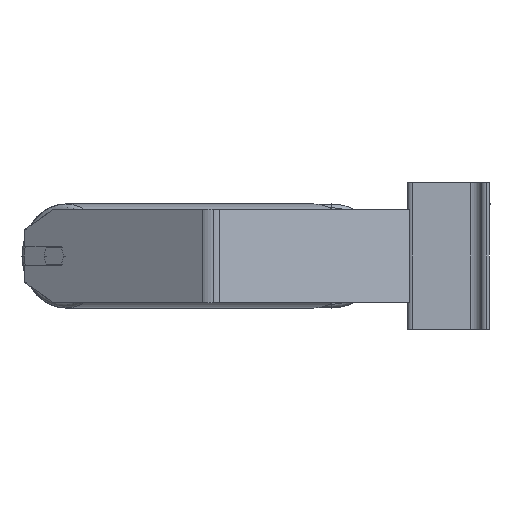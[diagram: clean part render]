
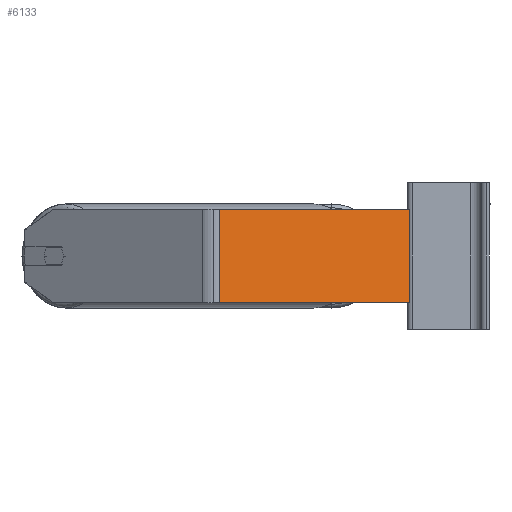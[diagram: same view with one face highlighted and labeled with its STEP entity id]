
A CAD part, left-side view. The second image highlights one B-rep face of the part: STEP entity #6133.
In plain terms, the highlighted planar face has unit normal (-0.94, -0.342, 0).
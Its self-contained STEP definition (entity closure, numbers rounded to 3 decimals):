
#28 = ORIENTED_EDGE ( 'NONE', *, *, #2753, .T. ) ;
#62 = AXIS2_PLACEMENT_3D ( 'NONE', #6545, #3294, #1453 ) ;
#721 = CARTESIAN_POINT ( 'NONE',  ( -646.682, 178.502, 40. ) ) ;
#950 = LINE ( 'NONE', #1722, #7003 ) ;
#1453 = DIRECTION ( 'NONE',  ( -0.342, 0.94, 0. ) ) ;
#1722 = CARTESIAN_POINT ( 'NONE',  ( -649.531, 186.328, -40. ) ) ;
#2240 = CARTESIAN_POINT ( 'NONE',  ( -649.531, 186.328, 40. ) ) ;
#2363 = VERTEX_POINT ( 'NONE', #5507 ) ;
#2531 = ORIENTED_EDGE ( 'NONE', *, *, #9095, .F. ) ;
#2664 = VECTOR ( 'NONE', #7342, 1000. ) ;
#2753 = EDGE_CURVE ( 'NONE', #4922, #4708, #6580, .T. ) ;
#2835 = EDGE_CURVE ( 'NONE', #4708, #5523, #950, .T. ) ;
#3268 = DIRECTION ( 'NONE',  ( 0., 0., -1. ) ) ;
#3294 = DIRECTION ( 'NONE',  ( 0.94, 0.342, 0. ) ) ;
#3404 = CARTESIAN_POINT ( 'NONE',  ( -646.682, 178.502, -40. ) ) ;
#3511 = DIRECTION ( 'NONE',  ( 0.342, -0.94, 0. ) ) ;
#4708 = VERTEX_POINT ( 'NONE', #3404 ) ;
#4922 = VERTEX_POINT ( 'NONE', #721 ) ;
#4933 = EDGE_LOOP ( 'NONE', ( #7696, #2531, #9312, #28 ) ) ;
#5468 = CARTESIAN_POINT ( 'NONE',  ( -587.518, 15.948, 40. ) ) ;
#5507 = CARTESIAN_POINT ( 'NONE',  ( -587.518, 15.948, 40. ) ) ;
#5523 = VERTEX_POINT ( 'NONE', #6143 ) ;
#5773 = PLANE ( 'NONE',  #62 ) ;
#6133 = ADVANCED_FACE ( 'NONE', ( #8307 ), #5773, .F. ) ;
#6143 = CARTESIAN_POINT ( 'NONE',  ( -587.518, 15.948, -40. ) ) ;
#6545 = CARTESIAN_POINT ( 'NONE',  ( -649.531, 186.328, 40. ) ) ;
#6580 = LINE ( 'NONE', #10911, #7870 ) ;
#7003 = VECTOR ( 'NONE', #3511, 1000. ) ;
#7139 = LINE ( 'NONE', #5468, #2664 ) ;
#7321 = EDGE_CURVE ( 'NONE', #4922, #2363, #9042, .T. ) ;
#7342 = DIRECTION ( 'NONE',  ( 0., 0., -1. ) ) ;
#7696 = ORIENTED_EDGE ( 'NONE', *, *, #2835, .T. ) ;
#7849 = VECTOR ( 'NONE', #9101, 1000. ) ;
#7870 = VECTOR ( 'NONE', #3268, 1000. ) ;
#8307 = FACE_OUTER_BOUND ( 'NONE', #4933, .T. ) ;
#9042 = LINE ( 'NONE', #2240, #7849 ) ;
#9095 = EDGE_CURVE ( 'NONE', #2363, #5523, #7139, .T. ) ;
#9101 = DIRECTION ( 'NONE',  ( 0.342, -0.94, 0. ) ) ;
#9312 = ORIENTED_EDGE ( 'NONE', *, *, #7321, .F. ) ;
#10911 = CARTESIAN_POINT ( 'NONE',  ( -646.682, 178.502, 40. ) ) ;
